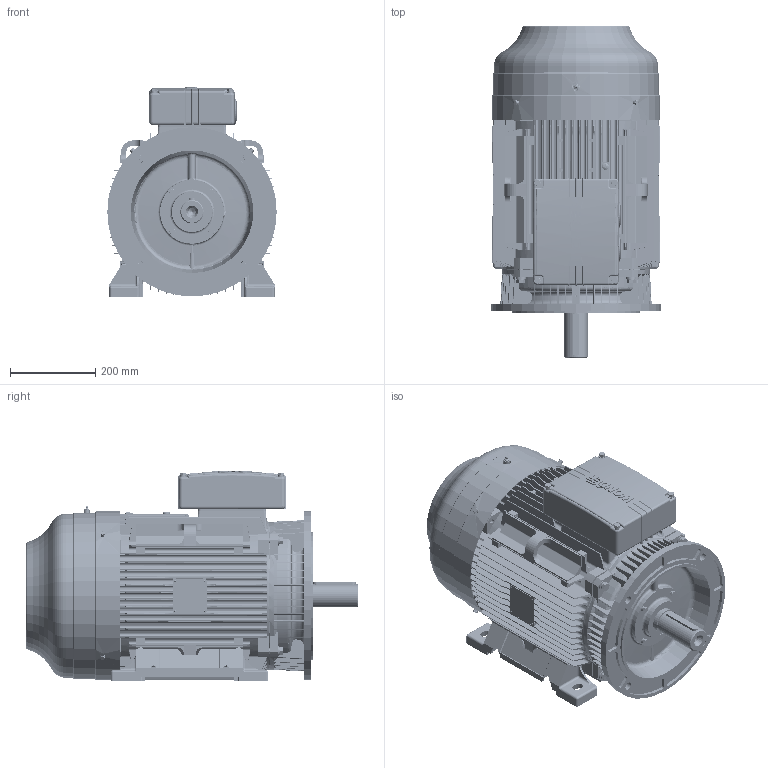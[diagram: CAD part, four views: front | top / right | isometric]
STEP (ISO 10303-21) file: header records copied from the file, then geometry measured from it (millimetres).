
FILE_DESCRIPTION((''),'2;1');
FILE_NAME('YB11WE200LB5','2013-01-27T',('Administrator'),(''),'PRO/ENGINEER BY PARAMETRIC TECHNOLOGY CORPORATION, 2007370','PRO/ENGINEER BY PARAMETRIC TECHNOLOGY CORPORATION, 2007370','');
FILE_SCHEMA(('CONFIG_CONTROL_DESIGN'));
Length unit declared in the file: millimetre
Products named in the file (1): YB11WE200LB5
Bounding box: 398 x 780 x 493 mm (x, y, z)
Surface area: 4264025.2 mm2 (no closed solid volume)
Topology: 0 solids, 102 shells, 8874 faces, 24862 edges, 15934 vertices
Faces by surface type: plane 3723, cylinder 3293, cone 915, torus 454, sphere 339, bspline 150
Entity records: 304464 total; most frequent: CARTESIAN_POINT 81478, ORIENTED_EDGE 48892, DIRECTION 43972, EDGE_CURVE 24502, AXIS2_PLACEMENT_3D 16077, VERTEX_POINT 15934, VECTOR 11818, LINE 11818
